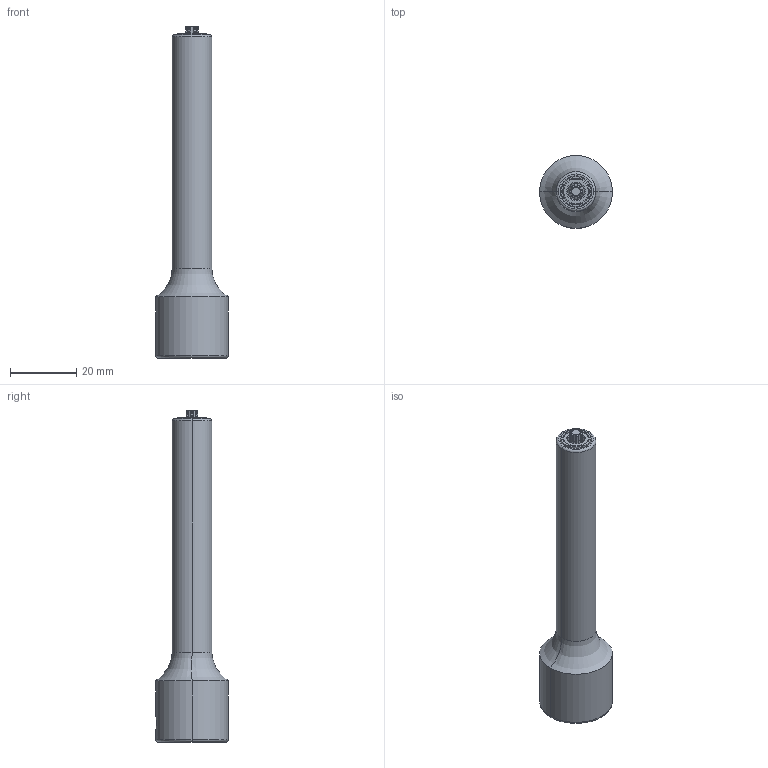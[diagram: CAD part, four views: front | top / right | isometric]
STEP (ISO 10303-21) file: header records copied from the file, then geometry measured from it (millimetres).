
FILE_DESCRIPTION((''),'2;1');
FILE_NAME('4027122722_ASM','2023-08-22T11:11:31',('A00565553'),(''),'CREO PARAMETRIC BY PTC INC, 2022414','CREO PARAMETRIC BY PTC INC, 2022414','');
FILE_SCHEMA(('CONFIG_CONTROL_DESIGN','GEOMETRIC_VALIDATION_PROPERTIES_MIM'));
Length unit declared in the file: millimetre
Products named in the file (6): 4027043891; 4027043892; 4027901680; 4027907742; 4027904003_ASM; 4027122722_ASM
Assembly tree (5 placements, depth 3):
  4027122722_ASM
    4027043891
    4027043892
    4027904003_ASM
      4027901680
      4027907742
Bounding box: 22 x 22 x 100.3 mm (x, y, z)
Volume: 13754.4 mm3; surface area: 13018.5 mm2
Topology: 4 solids, 4 shells, 188 faces, 471 edges, 290 vertices
Faces by surface type: cylinder 75, torus 57, plane 32, cone 24
Entity records: 6783 total; most frequent: CARTESIAN_POINT 1838, ORIENTED_EDGE 942, DIRECTION 938, EDGE_CURVE 471, AXIS2_PLACEMENT_3D 401, VERTEX_POINT 290, CIRCLE 200, EDGE_LOOP 199
